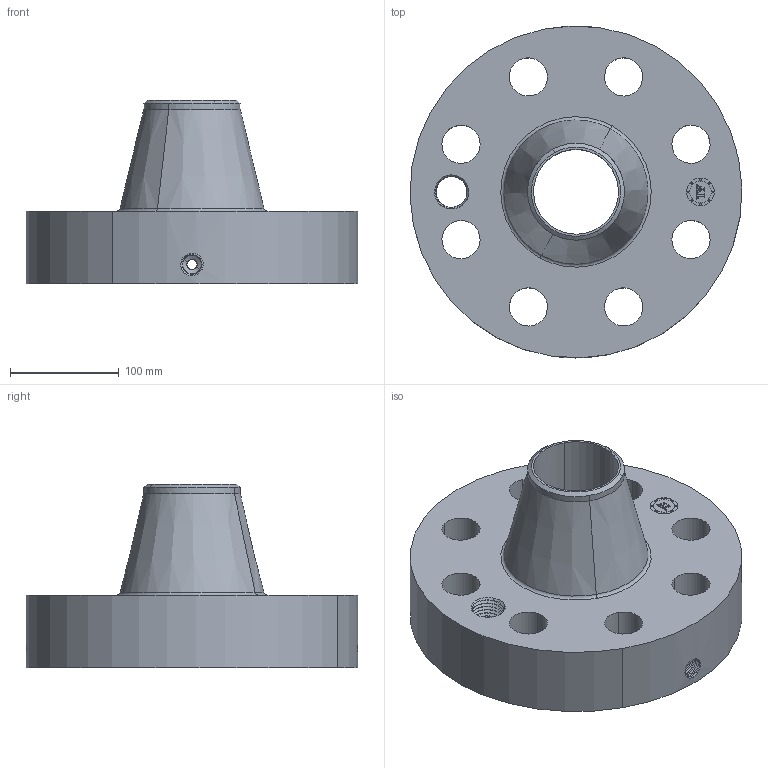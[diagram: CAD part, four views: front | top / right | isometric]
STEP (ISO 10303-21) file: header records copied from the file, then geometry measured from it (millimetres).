
FILE_DESCRIPTION(('3D STEP'),'2;1');
FILE_NAME('3-2500-FF-WELD-NECK-STD-ORIF-FLANGE.stp','2013-11-04T03:00:09+00:00',('Texas Flange'),(''),'CATIA Version 5 Release 20 SP 6 (IN-10)','CATIA V5 STEP AP214','800-826-3801');
FILE_SCHEMA(('AUTOMOTIVE_DESIGN { 1 0 10303 214 1 1 1 1 }'));
Length unit declared in the file: inch
Products named in the file (1): 3-2500-FF-WELD-NECK-STD-ORIF-FLANGE
Bounding box: 304.72 x 304.8 x 168.15 mm (x, y, z)
Volume: 4433872.6 mm3; surface area: 328723.3 mm2
Topology: 1 solids, 1 shells, 787 faces, 2138 edges, 1371 vertices
Faces by surface type: plane 368, bspline 265, cylinder 98, cone 50, revolution 4, torus 2
Entity records: 33377 total; most frequent: CARTESIAN_POINT 13938, ORIENTED_EDGE 4276, EDGE_CURVE 2138, DIRECTION 2067, VERTEX_POINT 1371, VECTOR 1187, LINE 1187, B_SPLINE_CURVE_WITH_KNOTS 841
